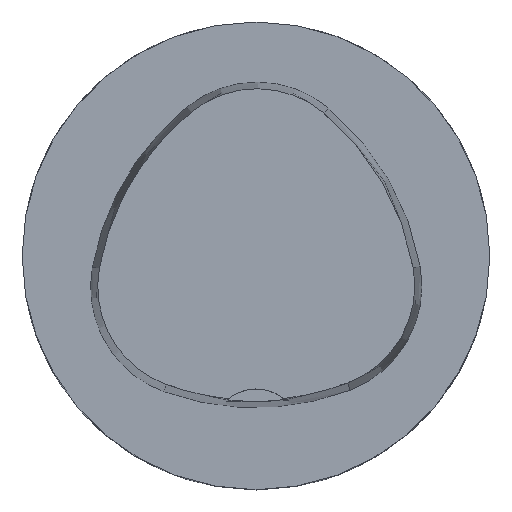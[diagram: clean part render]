
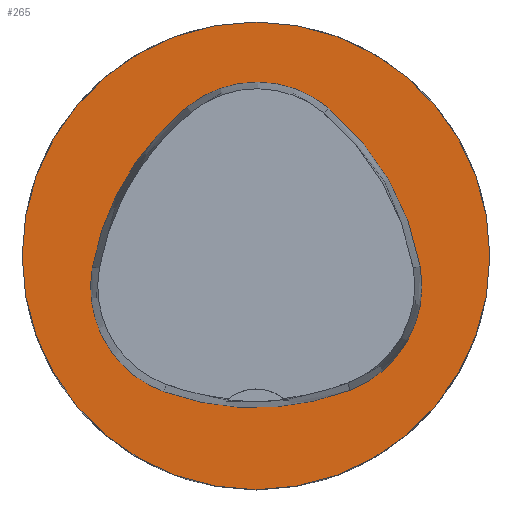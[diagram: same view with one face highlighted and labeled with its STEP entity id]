
A CAD part, top view. The second image highlights one B-rep face of the part: STEP entity #265.
In plain terms, the highlighted planar face has unit normal (0, 0, 1).
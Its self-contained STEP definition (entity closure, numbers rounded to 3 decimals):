
#231=FACE_BOUND('',#381,.T.);
#232=FACE_BOUND('',#382,.T.);
#265=ADVANCED_FACE('',(#231,#232),#287,.T.);
#287=PLANE('',#874);
#381=EDGE_LOOP('',(#496,#497,#498,#499,#500,#501));
#382=EDGE_LOOP('',(#502));
#496=ORIENTED_EDGE('',*,*,#658,.T.);
#497=ORIENTED_EDGE('',*,*,#638,.T.);
#498=ORIENTED_EDGE('',*,*,#642,.T.);
#499=ORIENTED_EDGE('',*,*,#645,.T.);
#500=ORIENTED_EDGE('',*,*,#648,.T.);
#501=ORIENTED_EDGE('',*,*,#656,.T.);
#502=ORIENTED_EDGE('',*,*,#629,.F.);
#572=VERTEX_POINT('',#1226);
#581=VERTEX_POINT('',#1245);
#582=VERTEX_POINT('',#1246);
#585=VERTEX_POINT('',#1254);
#587=VERTEX_POINT('',#1260);
#589=VERTEX_POINT('',#1266);
#596=VERTEX_POINT('',#1287);
#629=EDGE_CURVE('',#572,#572,#693,.T.);
#638=EDGE_CURVE('',#581,#582,#694,.T.);
#642=EDGE_CURVE('',#582,#585,#696,.T.);
#645=EDGE_CURVE('',#585,#587,#698,.T.);
#648=EDGE_CURVE('',#587,#589,#700,.T.);
#656=EDGE_CURVE('',#589,#596,#704,.T.);
#658=EDGE_CURVE('',#596,#581,#706,.T.);
#693=CIRCLE('',#846,31.5);
#694=CIRCLE('',#852,36.);
#696=CIRCLE('',#855,15.);
#698=CIRCLE('',#858,36.);
#700=CIRCLE('',#861,15.);
#704=CIRCLE('',#866,36.);
#706=CIRCLE('',#869,15.);
#846=AXIS2_PLACEMENT_3D('',#1225,#1011,#1012);
#852=AXIS2_PLACEMENT_3D('',#1244,#1027,#1028);
#855=AXIS2_PLACEMENT_3D('',#1253,#1035,#1036);
#858=AXIS2_PLACEMENT_3D('',#1259,#1042,#1043);
#861=AXIS2_PLACEMENT_3D('',#1265,#1049,#1050);
#866=AXIS2_PLACEMENT_3D('',#1288,#1061,#1062);
#869=AXIS2_PLACEMENT_3D('',#1291,#1067,#1068);
#874=AXIS2_PLACEMENT_3D('',#1296,#1077,#1078);
#1011=DIRECTION('',(0.,0.,-1.));
#1012=DIRECTION('',(-1.,0.,0.));
#1027=DIRECTION('',(0.,0.,-1.));
#1028=DIRECTION('',(-1.,0.,0.));
#1035=DIRECTION('',(0.,0.,-1.));
#1036=DIRECTION('',(-1.,0.,0.));
#1042=DIRECTION('',(0.,0.,-1.));
#1043=DIRECTION('',(-1.,0.,0.));
#1049=DIRECTION('',(0.,0.,-1.));
#1050=DIRECTION('',(-1.,0.,0.));
#1061=DIRECTION('',(0.,0.,-1.));
#1062=DIRECTION('',(-1.,0.,0.));
#1067=DIRECTION('',(0.,0.,-1.));
#1068=DIRECTION('',(-1.,0.,0.));
#1077=DIRECTION('',(0.,0.,1.));
#1078=DIRECTION('',(-1.,0.,0.));
#1225=CARTESIAN_POINT('',(0.,0.,0.));
#1226=CARTESIAN_POINT('',(-31.5,0.,0.));
#1244=CARTESIAN_POINT('',(13.398,-7.893,0.));
#1245=CARTESIAN_POINT('',(-22.041,-1.562,0.));
#1246=CARTESIAN_POINT('',(-9.317,20.036,0.));
#1253=CARTESIAN_POINT('',(0.148,8.399,0.));
#1254=CARTESIAN_POINT('',(9.779,19.898,0.));
#1259=CARTESIAN_POINT('',(-13.337,-7.7,0.));
#1260=CARTESIAN_POINT('',(22.122,-1.48,0.));
#1265=CARTESIAN_POINT('',(7.347,-4.071,0.));
#1266=CARTESIAN_POINT('',(12.693,-18.087,0.));
#1287=CARTESIAN_POINT('',(-12.373,-18.307,0.));
#1288=CARTESIAN_POINT('',(-0.137,15.55,0.));
#1291=CARTESIAN_POINT('',(-7.275,-4.2,0.));
#1296=CARTESIAN_POINT('',(0.,0.,0.));
